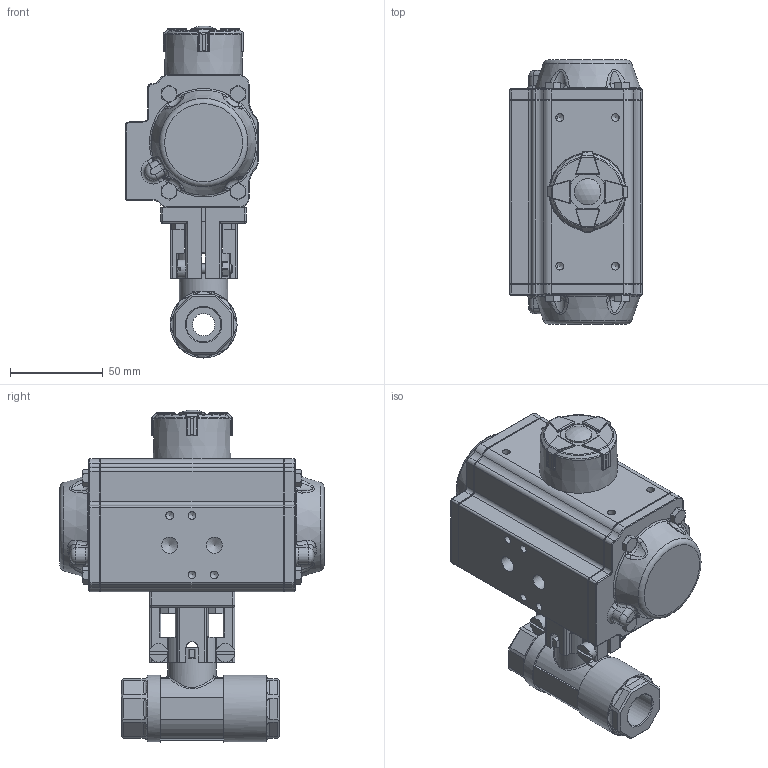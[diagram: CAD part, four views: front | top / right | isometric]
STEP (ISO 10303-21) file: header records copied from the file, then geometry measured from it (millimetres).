
FILE_DESCRIPTION(/* description */ ('Unknown'),/* implementation_level */ '2;1');
FILE_NAME(/* name */ 'DW02_FR01 0814-04',/* time_stamp */ '2022-10-18T11:29:14+02:00',/* author */ ('Unknown'),/* organization */ ('Unknown'),/* preprocessor_version */ 'ST-DEVELOPER v16.7',/* originating_system */ 'Solid Edge',/* authorisation */ 'Unknown');
FILE_SCHEMA (('AUTOMOTIVE_DESIGN {1 0 10303 214 3 1 1}'));
Length unit declared in the file: millimetre
Products named in the file (13): DW20-2.520.015; Backen F03_F04, Durchmesser 26; 2.520.015; DIN558 M5x14; Spindeladapter SW 9, Aufbau Backen f. 2.520.012; ISO1207_M5x25; DIN934_M5; DW20_FR15; KP-50; cup head square neck bolts grade b gb_GB_FASTENER_BOLT_CHSNBSHB M6X25
-N; ________(___________; _____________; ______
Assembly tree (20 placements, depth 3):
  DW20-2.520.015
    Backen F03_F04, Durchmesser 26  x2
    2.520.015
    DIN558 M5x14  x4
    Spindeladapter SW 9, Aufbau Backen f. 2.520.012
    ISO1207_M5x25  x2
    DIN934_M5  x2
    DW20_FR15
      KP-50
      cup head square neck bolts grade b gb_GB_FASTENER_BOLT_CHSNBSHB M6X25
-N
      ________(___________  x2
      _____________  x2
      ______
Bounding box: 71.5 x 142.2 x 178.82 mm (x, y, z)
Volume: 683313 mm3; surface area: 95530.8 mm2
Topology: 19 solids, 19 shells, 1333 faces, 3263 edges, 1971 vertices
Faces by surface type: plane 552, cylinder 361, cone 157, bspline 150, torus 99, sphere 14
Full cylindrical faces by diameter (mm): 2.1 x2, 3 x16, 3.3 x8, 4.134 x2, 4.2 x12, 5 x15, 6 x1, 6.2 x1, 8.8 x2, 10 x2, 11.7 x1, 12 x1, 13.9 x1, 14.2 x1, 15.9 x1, 18 x1, 18.631 x2, 20 x1, 23.5 x1, 26 x1, 36 x2, 38.5 x1
Entity records: 37665 total; most frequent: CARTESIAN_POINT 12433, ORIENTED_EDGE 4848, DIRECTION 4836, EDGE_CURVE 2424, AXIS2_PLACEMENT_3D 1847, VERTEX_POINT 1533, FACE_BOUND 1255, EDGE_LOOP 1237
